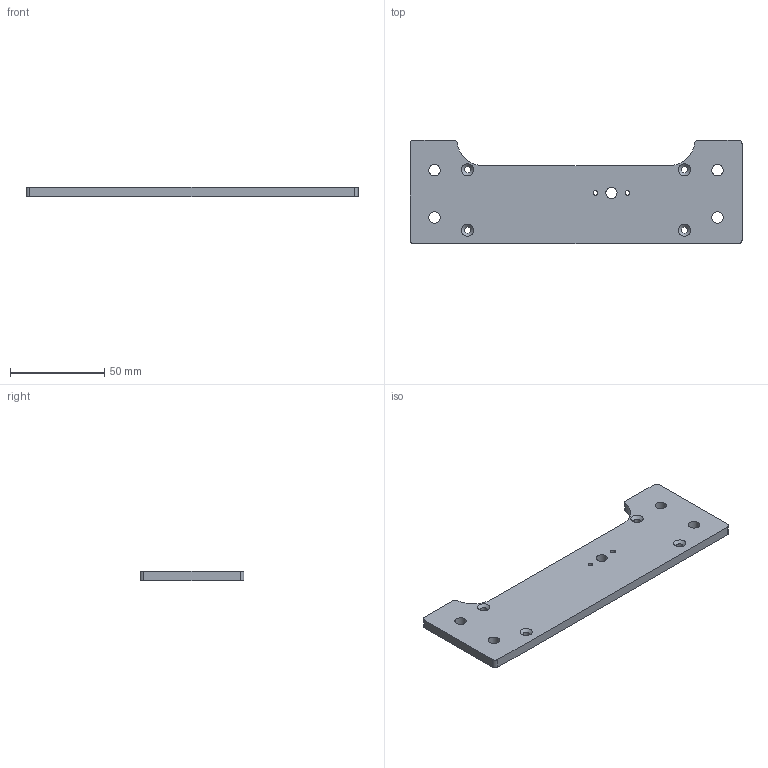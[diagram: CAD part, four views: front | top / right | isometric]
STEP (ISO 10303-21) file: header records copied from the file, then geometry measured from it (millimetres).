
FILE_DESCRIPTION(('FreeCAD Model'),'2;1');
FILE_NAME('Sheet_Metal-Z_Top_Plate-Syn1.step','2020-01-17T13:11:10',('Author'),(''), 'Open CASCADE STEP processor 7.3','FreeCAD','Unknown');
FILE_SCHEMA(('AUTOMOTIVE_DESIGN { 1 0 10303 214 1 1 1 1 }'));
Length unit declared in the file: millimetre
Products named in the file (1): Chamfer
Bounding box: 176 x 55 x 5 mm (x, y, z)
Volume: 39190.2 mm3; surface area: 18802.2 mm2
Topology: 1 solids, 1 shells, 35 faces, 91 edges, 58 vertices
Faces by surface type: cylinder 19, plane 8, cone 8
Full cylindrical faces by diameter (mm): 2.4 x2, 3.5 x4, 6 x5
Entity records: 2397 total; most frequent: CARTESIAN_POINT 539, DIRECTION 349, ORIENTED_EDGE 182, PCURVE 182, DEFINITIONAL_REPRESENTATION 182, LINE 173, VECTOR 173, EDGE_CURVE 91
